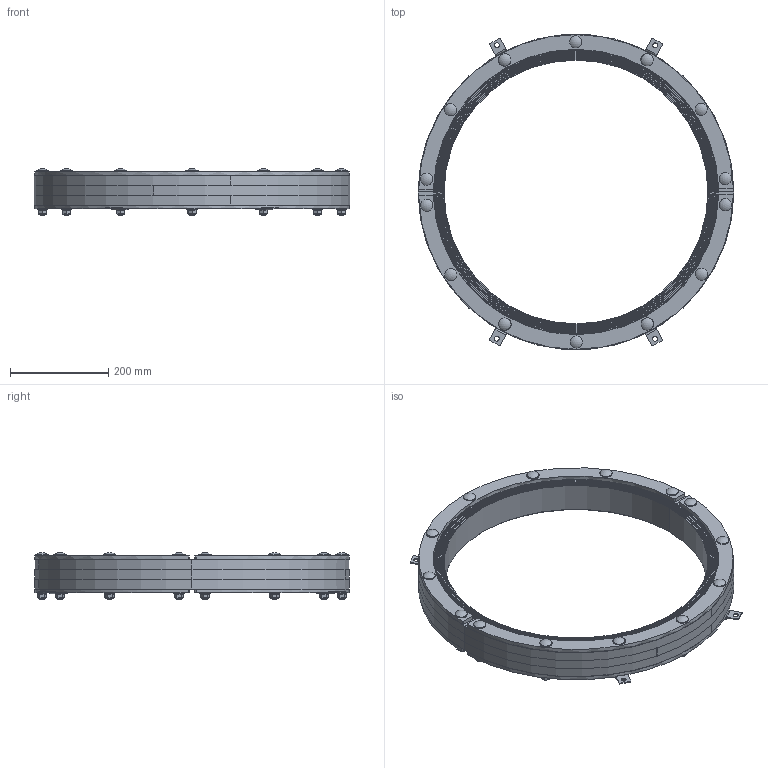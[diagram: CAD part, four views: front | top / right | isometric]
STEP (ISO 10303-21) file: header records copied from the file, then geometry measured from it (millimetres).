
FILE_DESCRIPTION(/* description */ (''),/* implementation_level */ '2;1');
FILE_NAME(/* name */ 'RS 644 AISI316 WOC.stp',/* time_stamp */ '2025-08-13T14:30:29+02:00',/* author */ ('se-marfre'),/* organization */ (''),/* preprocessor_version */ 'ST-DEVELOPER v19.2',/* originating_system */ 'Autodesk Inventor 2023',/* authorisation */ '');
FILE_SCHEMA (('CONFIG_CONTROL_DESIGN'));
Length unit declared in the file: millimetre
Products named in the file (1): RS 644 AISI316 WOC
Bounding box: 644 x 642 x 95.25 mm (x, y, z)
Volume: 6867542.7 mm3; surface area: 543845 mm2
Topology: 1 solids, 25 shells, 1070 faces, 2568 edges, 1608 vertices
Faces by surface type: plane 732, cylinder 208, cone 116, sphere 14
Full cylindrical faces by diameter (mm): 10 x20, 10.5 x10, 20 x10, 24.65 x14, 24.7 x14
Entity records: 31766 total; most frequent: CARTESIAN_POINT 5847, DIRECTION 5274, ORIENTED_EDGE 5136, EDGE_CURVE 2568, AXIS2_PLACEMENT_3D 1935, VERTEX_POINT 1608, LINE 1404, VECTOR 1404
